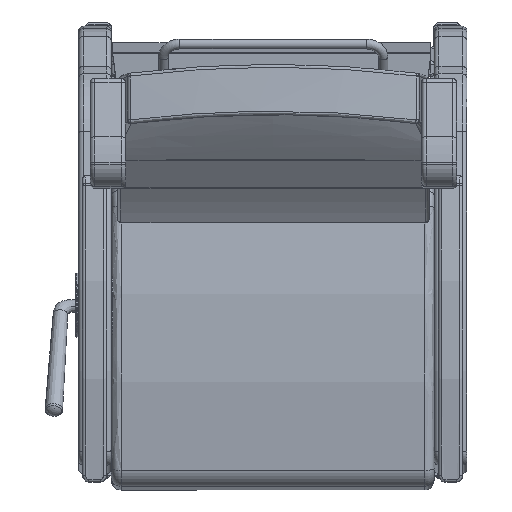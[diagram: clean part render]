
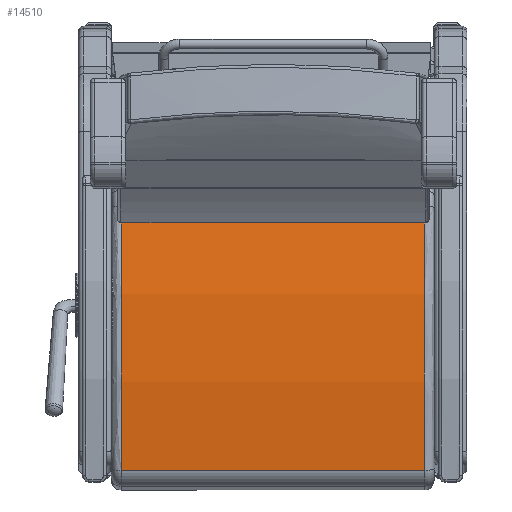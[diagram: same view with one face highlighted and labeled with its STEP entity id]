
A CAD part, front view. The second image highlights one B-rep face of the part: STEP entity #14510.
In plain terms, the highlighted free-form (B-spline) face has degree [1, 2] with [2, 3] control points.
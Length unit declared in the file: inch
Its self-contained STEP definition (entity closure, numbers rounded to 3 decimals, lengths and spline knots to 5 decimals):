
#580=(
BOUNDED_SURFACE()
B_SPLINE_SURFACE(1,2,((#31472,#31473,#31474),(#31475,#31476,#31477)),
 .UNSPECIFIED.,.F.,.F.,.F.)
B_SPLINE_SURFACE_WITH_KNOTS((2,2),(3,3),(-0.19254,0.19254),
(1.36178,1.69928),.UNSPECIFIED.)
GEOMETRIC_REPRESENTATION_ITEM()
RATIONAL_B_SPLINE_SURFACE(((1.,0.986,1.),(1.,0.986,
1.)))
REPRESENTATION_ITEM('')
SURFACE()
);
#1150=ELLIPSE('',#16072,60.05357,60.);
#1160=ELLIPSE('',#16100,60.05357,60.);
#1610=FACE_OUTER_BOUND('',#2605,.T.);
#2605=EDGE_LOOP('',(#10785,#10786,#10787,#10788));
#3575=LINE('',#31470,#4455);
#3576=LINE('',#31479,#4456);
#4455=VECTOR('',#18916,0.3937);
#4456=VECTOR('',#18919,0.3937);
#6495=VERTEX_POINT('',#31262);
#6496=VERTEX_POINT('',#31263);
#6521=VERTEX_POINT('',#31469);
#6522=VERTEX_POINT('',#31478);
#8036=EDGE_CURVE('',#6495,#6496,#1150,.T.);
#8074=EDGE_CURVE('',#6496,#6521,#3575,.T.);
#8076=EDGE_CURVE('',#6495,#6522,#3576,.T.);
#8077=EDGE_CURVE('',#6521,#6522,#1160,.T.);
#10785=ORIENTED_EDGE('',*,*,#8036,.F.);
#10786=ORIENTED_EDGE('',*,*,#8076,.T.);
#10787=ORIENTED_EDGE('',*,*,#8077,.F.);
#10788=ORIENTED_EDGE('',*,*,#8074,.F.);
#14510=ADVANCED_FACE('',(#1610),#580,.F.);
#16072=AXIS2_PLACEMENT_3D('',#31264,#18848,#18849);
#16100=AXIS2_PLACEMENT_3D('',#31480,#18920,#18921);
#18848=DIRECTION('center_axis',(0.,0.,-1.));
#18849=DIRECTION('ref_axis',(1.,0.,0.));
#18916=DIRECTION('',(0.,0.,1.));
#18919=DIRECTION('',(0.,0.,1.));
#18920=DIRECTION('center_axis',(0.,0.,1.));
#18921=DIRECTION('ref_axis',(1.,0.,0.));
#31262=CARTESIAN_POINT('',(-10.04459,1.25621,-11.5625));
#31263=CARTESIAN_POINT('',(10.1114,0.44486,-11.5625));
#31264=CARTESIAN_POINT('Origin',(-2.34979,-58.24922,-11.5625));
#31469=CARTESIAN_POINT('',(10.1114,0.44486,11.5625));
#31470=CARTESIAN_POINT('',(10.1114,0.44486,0.));
#31472=CARTESIAN_POINT('Ctrl Pts',(10.1114,0.44486,-11.5625));
#31473=CARTESIAN_POINT('Ctrl Pts',(0.10258,2.56602,-11.5625));
#31474=CARTESIAN_POINT('Ctrl Pts',(-10.04459,1.25621,-11.5625));
#31475=CARTESIAN_POINT('Ctrl Pts',(10.1114,0.44486,11.5625));
#31476=CARTESIAN_POINT('Ctrl Pts',(0.10258,2.56602,11.5625));
#31477=CARTESIAN_POINT('Ctrl Pts',(-10.04459,1.25621,11.5625));
#31478=CARTESIAN_POINT('',(-10.04459,1.25621,11.5625));
#31479=CARTESIAN_POINT('',(-10.04459,1.25621,0.));
#31480=CARTESIAN_POINT('Origin',(-2.34979,-58.24922,11.5625));
